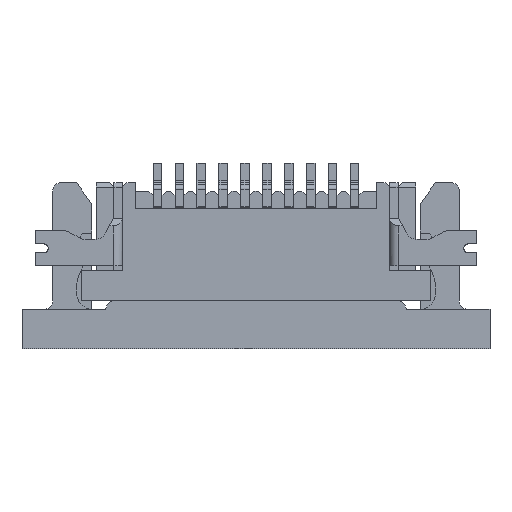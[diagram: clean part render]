
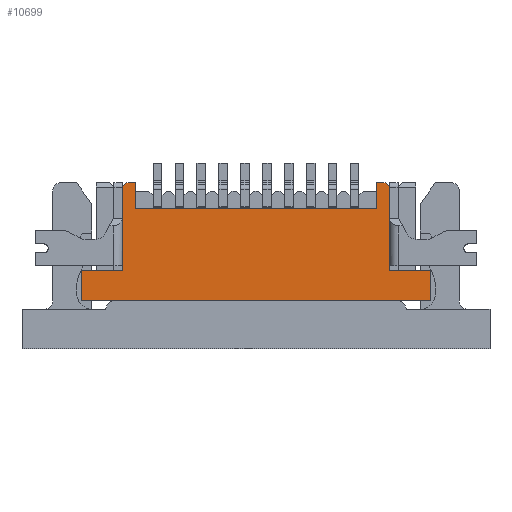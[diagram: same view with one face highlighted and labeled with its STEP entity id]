
A CAD part, top view. The second image highlights one B-rep face of the part: STEP entity #10699.
In plain terms, the highlighted planar face has unit normal (0, 0, 1).
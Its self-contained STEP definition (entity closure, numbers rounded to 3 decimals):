
#569=ORIENTED_EDGE('',*,*,#3813,.T.);
#570=ORIENTED_EDGE('',*,*,#3814,.T.);
#571=ORIENTED_EDGE('',*,*,#3815,.T.);
#572=ORIENTED_EDGE('',*,*,#3816,.T.);
#573=ORIENTED_EDGE('',*,*,#3817,.T.);
#574=ORIENTED_EDGE('',*,*,#3818,.F.);
#575=ORIENTED_EDGE('',*,*,#3819,.F.);
#576=ORIENTED_EDGE('',*,*,#3820,.T.);
#577=ORIENTED_EDGE('',*,*,#3821,.T.);
#578=ORIENTED_EDGE('',*,*,#3822,.T.);
#579=ORIENTED_EDGE('',*,*,#3823,.F.);
#580=ORIENTED_EDGE('',*,*,#3824,.F.);
#581=ORIENTED_EDGE('',*,*,#3825,.T.);
#582=ORIENTED_EDGE('',*,*,#3826,.T.);
#3813=EDGE_CURVE('',#5430,#5431,#6480,.T.);
#3814=EDGE_CURVE('',#5431,#5432,#6481,.T.);
#3815=EDGE_CURVE('',#5432,#5433,#6482,.T.);
#3816=EDGE_CURVE('',#5433,#5434,#6483,.T.);
#3817=EDGE_CURVE('',#5434,#5435,#6484,.T.);
#3818=EDGE_CURVE('',#5436,#5435,#6485,.T.);
#3819=EDGE_CURVE('',#5437,#5436,#6486,.T.);
#3820=EDGE_CURVE('',#5437,#5438,#6487,.T.);
#3821=EDGE_CURVE('',#5438,#5439,#6488,.T.);
#3822=EDGE_CURVE('',#5439,#5440,#6489,.T.);
#3823=EDGE_CURVE('',#5441,#5440,#6490,.T.);
#3824=EDGE_CURVE('',#5442,#5441,#6491,.T.);
#3825=EDGE_CURVE('',#5442,#5443,#6492,.T.);
#3826=EDGE_CURVE('',#5443,#5430,#6493,.T.);
#5430=VERTEX_POINT('',#15284);
#5431=VERTEX_POINT('',#15285);
#5432=VERTEX_POINT('',#15287);
#5433=VERTEX_POINT('',#15289);
#5434=VERTEX_POINT('',#15291);
#5435=VERTEX_POINT('',#15293);
#5436=VERTEX_POINT('',#15295);
#5437=VERTEX_POINT('',#15297);
#5438=VERTEX_POINT('',#15299);
#5439=VERTEX_POINT('',#15301);
#5440=VERTEX_POINT('',#15303);
#5441=VERTEX_POINT('',#15305);
#5442=VERTEX_POINT('',#15307);
#5443=VERTEX_POINT('',#15309);
#6480=LINE('',#15283,#7875);
#6481=LINE('',#15286,#7876);
#6482=LINE('',#15288,#7877);
#6483=LINE('',#15290,#7878);
#6484=LINE('',#15292,#7879);
#6485=LINE('',#15294,#7880);
#6486=LINE('',#15296,#7881);
#6487=LINE('',#15298,#7882);
#6488=LINE('',#15300,#7883);
#6489=LINE('',#15302,#7884);
#6490=LINE('',#15304,#7885);
#6491=LINE('',#15306,#7886);
#6492=LINE('',#15308,#7887);
#6493=LINE('',#15310,#7888);
#7875=VECTOR('',#12262,1000.);
#7876=VECTOR('',#12263,1000.);
#7877=VECTOR('',#12264,1000.);
#7878=VECTOR('',#12265,1000.);
#7879=VECTOR('',#12266,1000.);
#7880=VECTOR('',#12267,1000.);
#7881=VECTOR('',#12268,1000.);
#7882=VECTOR('',#12269,1000.);
#7883=VECTOR('',#12270,1000.);
#7884=VECTOR('',#12271,1000.);
#7885=VECTOR('',#12272,1000.);
#7886=VECTOR('',#12273,1000.);
#7887=VECTOR('',#12274,1000.);
#7888=VECTOR('',#12275,1000.);
#9192=EDGE_LOOP('',(#569,#570,#571,#572,#573,#574,#575,#576,#577,#578,#579,
#580,#581,#582));
#9733=FACE_BOUND('',#9192,.T.);
#10264=PLANE('',#11319);
#10699=ADVANCED_FACE('',(#9733),#10264,.T.);
#11319=AXIS2_PLACEMENT_3D('',#15282,#12260,#12261);
#12260=DIRECTION('',(0.,0.,1.));
#12261=DIRECTION('',(1.,0.,0.));
#12262=DIRECTION('',(0.,-1.,0.));
#12263=DIRECTION('',(-1.,0.,0.));
#12264=DIRECTION('',(0.,1.,0.));
#12265=DIRECTION('',(-1.,0.,0.));
#12266=DIRECTION('',(-0.707,-0.707,0.));
#12267=DIRECTION('',(0.,1.,0.));
#12268=DIRECTION('',(1.,0.,0.));
#12269=DIRECTION('',(0.,-1.,0.));
#12270=DIRECTION('',(1.,0.,0.));
#12271=DIRECTION('',(0.,1.,0.));
#12272=DIRECTION('',(1.,0.,0.));
#12273=DIRECTION('',(0.,-1.,0.));
#12274=DIRECTION('',(-0.707,0.707,0.));
#12275=DIRECTION('',(-1.,0.,0.));
#15282=CARTESIAN_POINT('',(0.,0.,0.6));
#15283=CARTESIAN_POINT('',(2.75,1.35,0.6));
#15284=CARTESIAN_POINT('',(2.75,1.35,0.6));
#15285=CARTESIAN_POINT('',(2.75,0.75,0.6));
#15286=CARTESIAN_POINT('',(-2.15,0.75,0.6));
#15287=CARTESIAN_POINT('',(-2.75,0.75,0.6));
#15288=CARTESIAN_POINT('',(-2.75,1.15,0.6));
#15289=CARTESIAN_POINT('',(-2.75,1.35,0.6));
#15290=CARTESIAN_POINT('',(4.,1.35,0.6));
#15291=CARTESIAN_POINT('',(-2.95,1.35,0.6));
#15292=CARTESIAN_POINT('',(-2.15,2.15,0.6));
#15293=CARTESIAN_POINT('',(-3.05,1.25,0.6));
#15294=CARTESIAN_POINT('',(-3.05,-0.65,0.6));
#15295=CARTESIAN_POINT('',(-3.05,-0.65,0.6));
#15296=CARTESIAN_POINT('',(-4.,-0.65,0.6));
#15297=CARTESIAN_POINT('',(-4.,-0.65,0.6));
#15298=CARTESIAN_POINT('',(-4.,1.35,0.6));
#15299=CARTESIAN_POINT('',(-4.,-1.35,0.6));
#15300=CARTESIAN_POINT('',(-4.,-1.35,0.6));
#15301=CARTESIAN_POINT('',(4.,-1.35,0.6));
#15302=CARTESIAN_POINT('',(4.,-1.35,0.6));
#15303=CARTESIAN_POINT('',(4.,-0.65,0.6));
#15304=CARTESIAN_POINT('',(3.65,-0.65,0.6));
#15305=CARTESIAN_POINT('',(3.05,-0.65,0.6));
#15306=CARTESIAN_POINT('',(3.05,1.35,0.6));
#15307=CARTESIAN_POINT('',(3.05,1.25,0.6));
#15308=CARTESIAN_POINT('',(2.15,2.15,0.6));
#15309=CARTESIAN_POINT('',(2.95,1.35,0.6));
#15310=CARTESIAN_POINT('',(4.,1.35,0.6));
